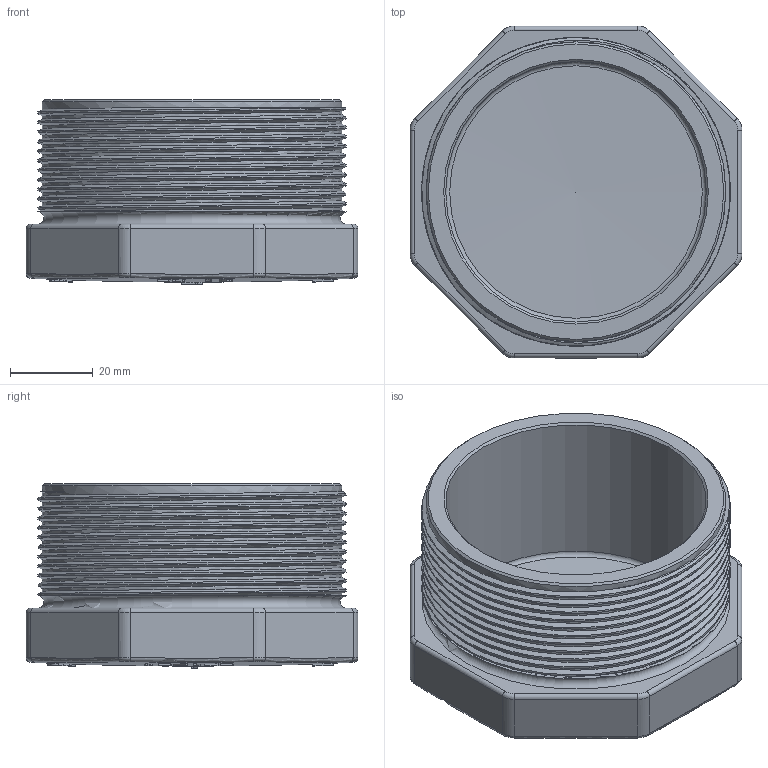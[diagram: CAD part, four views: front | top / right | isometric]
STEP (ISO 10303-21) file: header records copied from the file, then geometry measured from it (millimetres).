
FILE_DESCRIPTION(/* description */ (''),/* implementation_level */ '2;1');
FILE_NAME(/* name */ '2.5外螺纹堵头(不带O型圈).stp',/* time_stamp */ '2024-07-29T15:51:14+08:00',/* author */ (''),/* organization */ (''),/* preprocessor_version */ 'ST-DEVELOPER v16',/* originating_system */ 'SIEMENS PLM Software NX 10.0',/* authorisation */ '');
FILE_SCHEMA (('AUTOMOTIVE_DESIGN { 1 0 10303 214 3 1 1 1 }'));
Length unit declared in the file: millimetre
Products named in the file (1): gelv0C64A9BBcznx
Bounding box: 80 x 80 x 44.5 mm (x, y, z)
Volume: 75696.3 mm3; surface area: 31953.1 mm2
Topology: 1 solids, 1 shells, 294 faces, 763 edges, 496 vertices
Faces by surface type: cone 108, bspline 97, cylinder 30, sphere 29, torus 18, plane 12
Full cylindrical faces by diameter (mm): 62.8 x1, 72.226 x11
Entity records: 14945 total; most frequent: CARTESIAN_POINT 8767, ORIENTED_EDGE 1418, DIRECTION 1059, EDGE_CURVE 709, AXIS2_PLACEMENT_3D 475, VERTEX_POINT 465, EDGE_LOOP 320, B_SPLINE_CURVE_WITH_KNOTS 312
